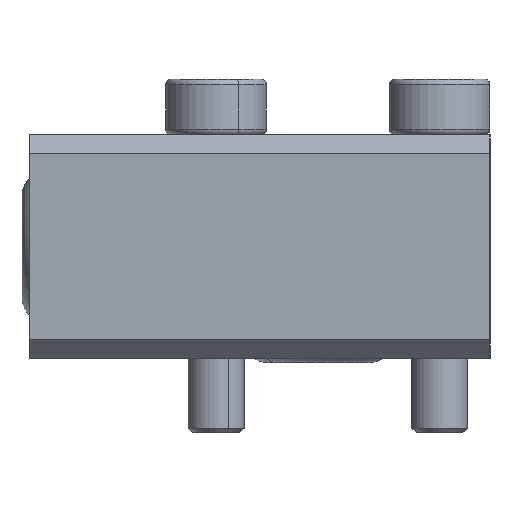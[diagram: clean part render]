
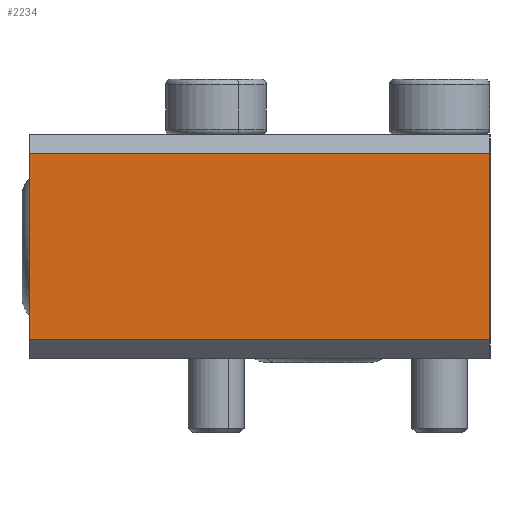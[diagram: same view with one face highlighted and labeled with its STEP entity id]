
A CAD part, left-side view. The second image highlights one B-rep face of the part: STEP entity #2234.
In plain terms, the highlighted planar face has unit normal (-1, 0, 0).
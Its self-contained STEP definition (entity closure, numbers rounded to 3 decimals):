
#115 = ORIENTED_EDGE ( 'NONE', *, *, #3016, .T. ) ;
#191 = PLANE ( 'NONE',  #2374 ) ;
#228 = ORIENTED_EDGE ( 'NONE', *, *, #2165, .T. ) ;
#406 = VECTOR ( 'NONE', #608, 1000. ) ;
#515 = CARTESIAN_POINT ( 'NONE',  ( -24., 12.5, 12. ) ) ;
#531 = DIRECTION ( 'NONE',  ( 0., 1., 0. ) ) ;
#608 = DIRECTION ( 'NONE',  ( 0., 1., 0. ) ) ;
#1034 = CARTESIAN_POINT ( 'NONE',  ( -24., 12.5, 12. ) ) ;
#1206 = CARTESIAN_POINT ( 'NONE',  ( -24., -12.2, 1. ) ) ;
#1382 = LINE ( 'NONE', #3884, #406 ) ;
#1474 = DIRECTION ( 'NONE',  ( 0., -1., 0. ) ) ;
#1705 = LINE ( 'NONE', #1034, #3361 ) ;
#1784 = VECTOR ( 'NONE', #1474, 1000. ) ;
#1836 = EDGE_CURVE ( 'NONE', #3598, #3556, #1382, .T. ) ;
#1854 = VECTOR ( 'NONE', #4042, 1000. ) ;
#1958 = EDGE_LOOP ( 'NONE', ( #2421, #4043, #115, #228 ) ) ;
#1981 = CARTESIAN_POINT ( 'NONE',  ( -24., 12.5, 11. ) ) ;
#2165 = EDGE_CURVE ( 'NONE', #4066, #3370, #2863, .T. ) ;
#2234 = ADVANCED_FACE ( 'NONE', ( #2453 ), #191, .F. ) ;
#2374 = AXIS2_PLACEMENT_3D ( 'NONE', #515, #2495, #531 ) ;
#2421 = ORIENTED_EDGE ( 'NONE', *, *, #3744, .F. ) ;
#2447 = CARTESIAN_POINT ( 'NONE',  ( -24., 12.5, 1. ) ) ;
#2453 = FACE_OUTER_BOUND ( 'NONE', #1958, .T. ) ;
#2495 = DIRECTION ( 'NONE',  ( 1., 0., 0. ) ) ;
#2663 = CARTESIAN_POINT ( 'NONE',  ( -24., -12.2, 11. ) ) ;
#2829 = LINE ( 'NONE', #3714, #1854 ) ;
#2863 = LINE ( 'NONE', #2447, #1784 ) ;
#3016 = EDGE_CURVE ( 'NONE', #3556, #4066, #1705, .T. ) ;
#3361 = VECTOR ( 'NONE', #3646, 1000. ) ;
#3370 = VERTEX_POINT ( 'NONE', #1206 ) ;
#3556 = VERTEX_POINT ( 'NONE', #1981 ) ;
#3598 = VERTEX_POINT ( 'NONE', #2663 ) ;
#3646 = DIRECTION ( 'NONE',  ( 0., 0., -1. ) ) ;
#3714 = CARTESIAN_POINT ( 'NONE',  ( -24., -12.2, 12. ) ) ;
#3744 = EDGE_CURVE ( 'NONE', #3598, #3370, #2829, .T. ) ;
#3884 = CARTESIAN_POINT ( 'NONE',  ( -24., 12.5, 11. ) ) ;
#3912 = CARTESIAN_POINT ( 'NONE',  ( -24., 12.5, 1. ) ) ;
#4042 = DIRECTION ( 'NONE',  ( 0., 0., -1. ) ) ;
#4043 = ORIENTED_EDGE ( 'NONE', *, *, #1836, .T. ) ;
#4066 = VERTEX_POINT ( 'NONE', #3912 ) ;
